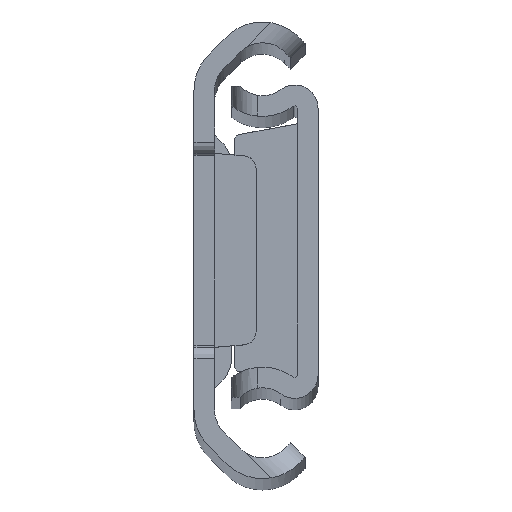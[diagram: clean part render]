
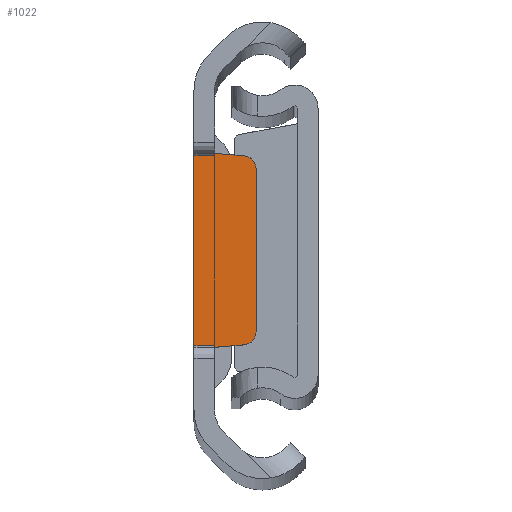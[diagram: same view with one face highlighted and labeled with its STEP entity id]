
A CAD part, top view. The second image highlights one B-rep face of the part: STEP entity #1022.
In plain terms, the highlighted planar face has unit normal (0, 0, 1).
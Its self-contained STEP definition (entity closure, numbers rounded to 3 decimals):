
#60 = VECTOR ( 'NONE', #5382, 1000. ) ;
#88 = CARTESIAN_POINT ( 'NONE',  ( 3.884, -7.307, -2.2 ) ) ;
#117 = VERTEX_POINT ( 'NONE', #2860 ) ;
#419 = VERTEX_POINT ( 'NONE', #88 ) ;
#512 = VERTEX_POINT ( 'NONE', #3889 ) ;
#529 = VECTOR ( 'NONE', #4051, 1000. ) ;
#724 = ORIENTED_EDGE ( 'NONE', *, *, #2220, .F. ) ;
#751 = VECTOR ( 'NONE', #2985, 1000. ) ;
#806 = ORIENTED_EDGE ( 'NONE', *, *, #3965, .F. ) ;
#858 = VERTEX_POINT ( 'NONE', #1292 ) ;
#878 = VERTEX_POINT ( 'NONE', #5158 ) ;
#951 = ORIENTED_EDGE ( 'NONE', *, *, #1998, .T. ) ;
#988 = DIRECTION ( 'NONE',  ( 0., 1., 0. ) ) ;
#1022 = ADVANCED_FACE ( 'NONE', ( #1033 ), #1083, .T. ) ;
#1033 = FACE_OUTER_BOUND ( 'NONE', #4517, .T. ) ;
#1083 = PLANE ( 'NONE',  #5225 ) ;
#1186 = LINE ( 'NONE', #1978, #5308 ) ;
#1198 = CARTESIAN_POINT ( 'NONE',  ( 3.8, 6.311, -2.2 ) ) ;
#1217 = ORIENTED_EDGE ( 'NONE', *, *, #2715, .T. ) ;
#1292 = CARTESIAN_POINT ( 'NONE',  ( 0., -7.5, -2.2 ) ) ;
#1506 = ORIENTED_EDGE ( 'NONE', *, *, #2056, .T. ) ;
#1637 = AXIS2_PLACEMENT_3D ( 'NONE', #4831, #3970, #3516 ) ;
#1666 = CARTESIAN_POINT ( 'NONE',  ( 4.8, 6.311, -2.2 ) ) ;
#1743 = VERTEX_POINT ( 'NONE', #2171 ) ;
#1763 = CARTESIAN_POINT ( 'NONE',  ( 4.8, 7.23, -2.2 ) ) ;
#1838 = DIRECTION ( 'NONE',  ( 0., -1., 0. ) ) ;
#1841 = EDGE_CURVE ( 'NONE', #419, #3219, #3986, .T. ) ;
#1895 = VECTOR ( 'NONE', #988, 1000. ) ;
#1912 = ORIENTED_EDGE ( 'NONE', *, *, #5027, .T. ) ;
#1978 = CARTESIAN_POINT ( 'NONE',  ( 8.601, 7.5, -2.2 ) ) ;
#1998 = EDGE_CURVE ( 'NONE', #878, #419, #4115, .T. ) ;
#2023 = DIRECTION ( 'NONE',  ( -1., 0., 0. ) ) ;
#2056 = EDGE_CURVE ( 'NONE', #117, #512, #1186, .T. ) ;
#2076 = ORIENTED_EDGE ( 'NONE', *, *, #1841, .T. ) ;
#2098 = DIRECTION ( 'NONE',  ( 0., 0., 1. ) ) ;
#2123 = CARTESIAN_POINT ( 'NONE',  ( 8.601, -7.5, -2.2 ) ) ;
#2133 = EDGE_CURVE ( 'NONE', #3219, #4728, #2488, .T. ) ;
#2171 = CARTESIAN_POINT ( 'NONE',  ( 3.884, 7.307, -2.2 ) ) ;
#2220 = EDGE_CURVE ( 'NONE', #858, #512, #3164, .T. ) ;
#2331 = AXIS2_PLACEMENT_3D ( 'NONE', #1198, #2098, #2915 ) ;
#2488 = LINE ( 'NONE', #1763, #751 ) ;
#2715 = EDGE_CURVE ( 'NONE', #4728, #1743, #4176, .T. ) ;
#2758 = LINE ( 'NONE', #4494, #529 ) ;
#2860 = CARTESIAN_POINT ( 'NONE',  ( 1.6, 7.5, -2.2 ) ) ;
#2915 = DIRECTION ( 'NONE',  ( 0., -1., 0. ) ) ;
#2985 = DIRECTION ( 'NONE',  ( 0., 1., 0. ) ) ;
#3084 = CARTESIAN_POINT ( 'NONE',  ( 8.601, 7.5, -2.2 ) ) ;
#3164 = LINE ( 'NONE', #3867, #1895 ) ;
#3175 = DIRECTION ( 'NONE',  ( -1., 0., 0. ) ) ;
#3207 = CARTESIAN_POINT ( 'NONE',  ( 4.8, -7.23, -2.2 ) ) ;
#3219 = VERTEX_POINT ( 'NONE', #3560 ) ;
#3303 = ORIENTED_EDGE ( 'NONE', *, *, #2133, .T. ) ;
#3516 = DIRECTION ( 'NONE',  ( 0., -1., 0. ) ) ;
#3560 = CARTESIAN_POINT ( 'NONE',  ( 4.8, -6.311, -2.2 ) ) ;
#3612 = DIRECTION ( 'NONE',  ( 0., 0., 1. ) ) ;
#3867 = CARTESIAN_POINT ( 'NONE',  ( 0., 7.5, -2.2 ) ) ;
#3889 = CARTESIAN_POINT ( 'NONE',  ( 0., 7.5, -2.2 ) ) ;
#3965 = EDGE_CURVE ( 'NONE', #878, #858, #4957, .T. ) ;
#3970 = DIRECTION ( 'NONE',  ( 0., 0., 1. ) ) ;
#3986 = CIRCLE ( 'NONE', #1637, 1. ) ;
#4051 = DIRECTION ( 'NONE',  ( -0.996, 0.084, 0. ) ) ;
#4115 = LINE ( 'NONE', #3207, #60 ) ;
#4176 = CIRCLE ( 'NONE', #2331, 1. ) ;
#4494 = CARTESIAN_POINT ( 'NONE',  ( 1.6, 7.5, -2.2 ) ) ;
#4517 = EDGE_LOOP ( 'NONE', ( #951, #2076, #3303, #1217, #1912, #1506, #724, #806 ) ) ;
#4728 = VERTEX_POINT ( 'NONE', #1666 ) ;
#4831 = CARTESIAN_POINT ( 'NONE',  ( 3.8, -6.311, -2.2 ) ) ;
#4891 = VECTOR ( 'NONE', #2023, 1000. ) ;
#4957 = LINE ( 'NONE', #2123, #4891 ) ;
#5027 = EDGE_CURVE ( 'NONE', #1743, #117, #2758, .T. ) ;
#5158 = CARTESIAN_POINT ( 'NONE',  ( 1.6, -7.5, -2.2 ) ) ;
#5225 = AXIS2_PLACEMENT_3D ( 'NONE', #3084, #3612, #1838 ) ;
#5308 = VECTOR ( 'NONE', #3175, 1000. ) ;
#5382 = DIRECTION ( 'NONE',  ( 0.996, 0.084, 0. ) ) ;
